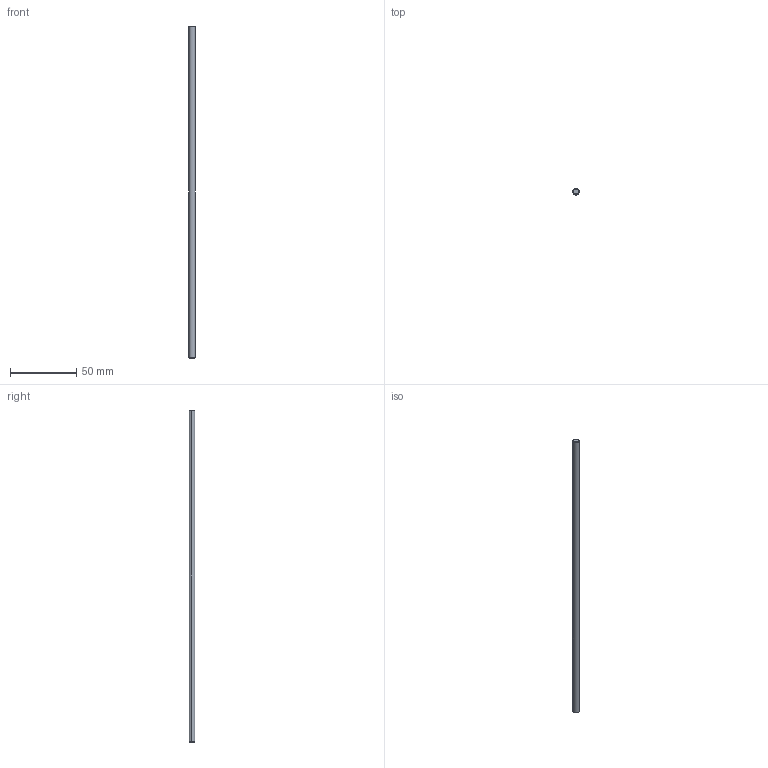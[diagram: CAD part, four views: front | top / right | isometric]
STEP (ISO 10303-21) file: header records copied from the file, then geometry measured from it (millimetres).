
FILE_DESCRIPTION (( 'STEP AP214' ), '1' );
FILE_NAME ('35871_TXM-Steel Axle 250mm.STEP', '2017-01-16T14:11:05', ( '' ), ( '' ), 'SwSTEP 2.0', 'SolidWorks 2016', '' );
FILE_SCHEMA (( 'AUTOMOTIVE_DESIGN' ));
Length unit declared in the file: millimetre
Products named in the file (2): 35871_TXM-Steel Axle 250mm
Bounding box: 4.7 x 4.3 x 250 mm (x, y, z)
Volume: 4156.4 mm3; surface area: 3676.4 mm2
Topology: 1 solids, 1 shells, 10 faces, 20 edges, 12 vertices
Faces by surface type: cone 4, cylinder 3, plane 3
Entity records: 329 total; most frequent: CARTESIAN_POINT 66, DIRECTION 52, ORIENTED_EDGE 40, AXIS2_PLACEMENT_3D 22, EDGE_CURVE 20, VERTEX_POINT 12, ADVANCED_FACE 10, FACE_OUTER_BOUND 10
